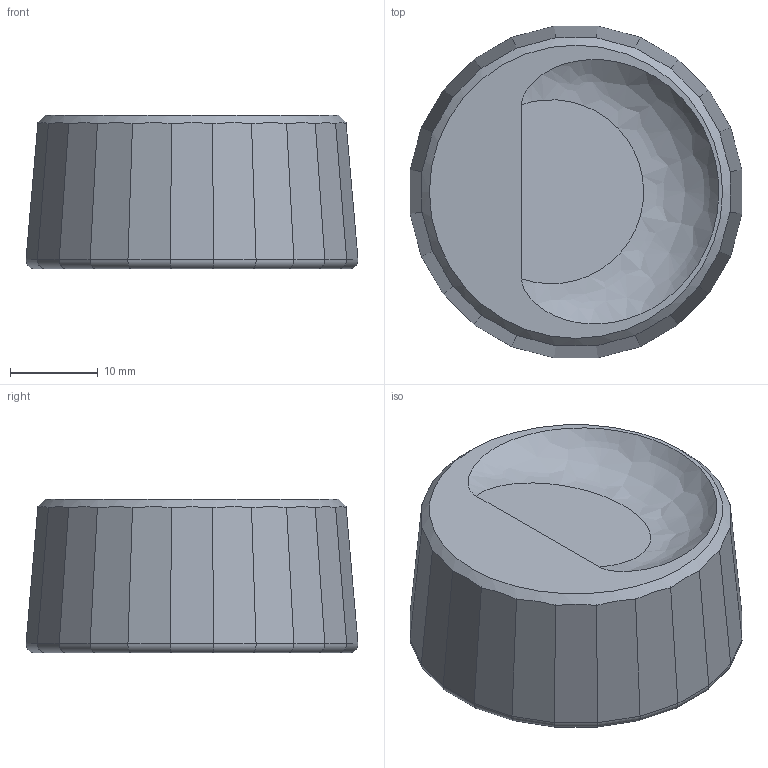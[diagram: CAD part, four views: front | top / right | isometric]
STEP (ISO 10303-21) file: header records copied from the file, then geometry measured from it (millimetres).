
FILE_DESCRIPTION(/* description */ ('Unknown'),/* implementation_level */ '2;1');
FILE_NAME(/* name */ 'alu_potmeter_007_redesign_01_insert',/* time_stamp */ '2023-11-21T14:09:14+01:00',/* author */ ('Unknown'),/* organization */ ('Unknown'),/* preprocessor_version */ 'ST-DEVELOPER v16.7',/* originating_system */ 'Solid Edge',/* authorisation */ 'Unknown');
FILE_SCHEMA (('AUTOMOTIVE_DESIGN {1 0 10303 214 3 1 1}'));
Length unit declared in the file: millimetre
Products named in the file (1): alu_potmeter_007_redesign
Bounding box: 37.81 x 37.81 x 17.5 mm (x, y, z)
Volume: 14646.2 mm3; surface area: 4681.1 mm2
Topology: 1 solids, 1 shells, 90 faces, 224 edges, 140 vertices
Faces by surface type: cylinder 50, plane 34, cone 5, bspline 1
Full cylindrical faces by diameter (mm): 20 x1
Entity records: 2768 total; most frequent: CARTESIAN_POINT 594, DIRECTION 475, ORIENTED_EDGE 438, EDGE_CURVE 219, AXIS2_PLACEMENT_3D 197, VERTEX_POINT 138, EDGE_LOOP 97, FACE_BOUND 97
